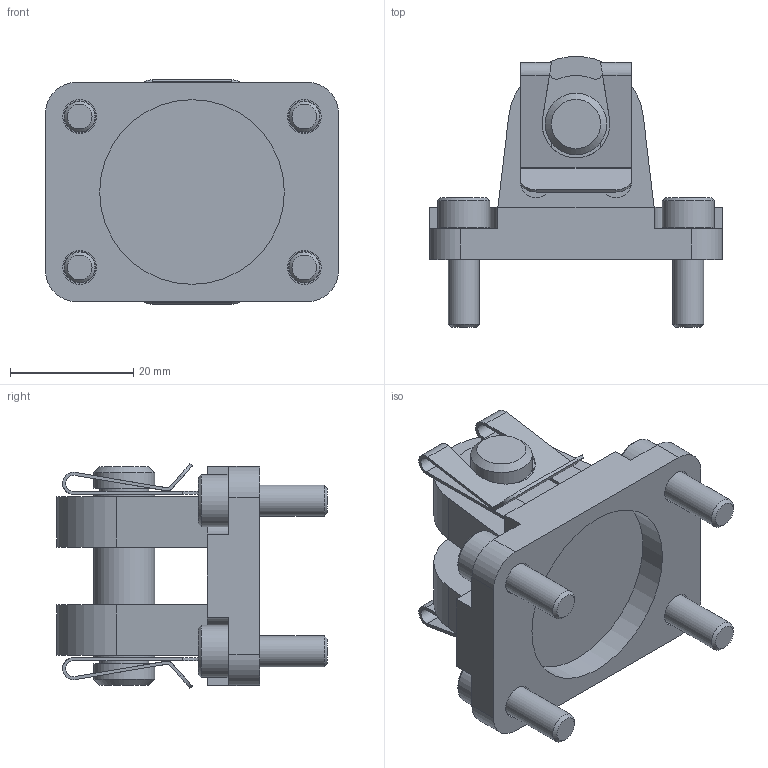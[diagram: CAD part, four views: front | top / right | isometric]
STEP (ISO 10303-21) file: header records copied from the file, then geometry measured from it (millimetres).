
FILE_DESCRIPTION(/* description */ ('STEP AP214'),/* implementation_level */ '2;1');
FILE_NAME(/* name */ '14883_SZS-32',/* time_stamp */ '2024-09-15T15:19:14+02:00',/* author */ ('License CC BY-ND 4.0'),/* organization */ ('CADENAS'),/* preprocessor_version */ 'ST-DEVELOPER v19.3',/* originating_system */ 'PARTsolutions',/* authorisation */ ' ');
FILE_SCHEMA (('AUTOMOTIVE_DESIGN {1 0 10303 214 3 1 1}'));
Length unit declared in the file: millimetre
Products named in the file (5): 14883 SZS-32; 14883 SZS-32---(F); 369460 BZ-10-026,5-AA (35.5); 210029 10 SXN 08 VERZINKT:SL; DIN-912 - M5x16(F)
Assembly tree (8 placements, depth 2):
  14883 SZS-32
    14883 SZS-32---(F)
    369460 BZ-10-026,5-AA (35.5)
    210029 10 SXN 08 VERZINKT:SL  x2
    DIN-912 - M5x16(F)  x4
Bounding box: 47.6 x 43.96 x 36.43 mm (x, y, z)
Volume: 21523.1 mm3; surface area: 13820.4 mm2
Topology: 8 solids, 8 shells, 227 faces, 520 edges, 314 vertices
Faces by surface type: plane 121, cylinder 60, cone 46
Full cylindrical faces by diameter (mm): 5 x4, 5.5 x4, 8 x2, 8.5 x4, 10 x5, 30 x1
Entity records: 3415 total; most frequent: DIRECTION 590, CARTESIAN_POINT 581, ORIENTED_EDGE 508, EDGE_CURVE 254, AXIS2_PLACEMENT_3D 220, VERTEX_POINT 173, FACE_BOUND 155, EDGE_LOOP 154
